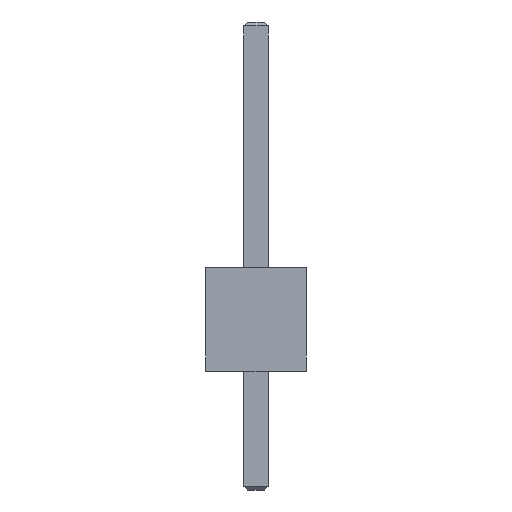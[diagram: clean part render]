
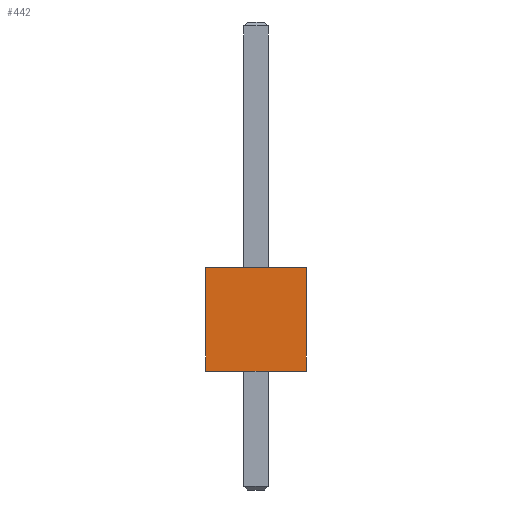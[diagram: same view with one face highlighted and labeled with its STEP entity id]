
A CAD part, front view. The second image highlights one B-rep face of the part: STEP entity #442.
In plain terms, the highlighted face is planar.
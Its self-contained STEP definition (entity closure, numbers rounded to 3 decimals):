
#442=ADVANCED_FACE('',(#647),#649,.T.);
#647=FACE_BOUND('',#648,.T.);
#648=EDGE_LOOP('',(#803,#804,#805,#806));
#649=PLANE('',#650);
#650=AXIS2_PLACEMENT_3D('',#651,#652,#653);
#651=CARTESIAN_POINT('',(0.,0.,0.));
#652=DIRECTION('',(0.,0.,1.));
#653=DIRECTION('',(1.,0.,0.));
#803=ORIENTED_EDGE('',*,*,#877,.T.);
#804=ORIENTED_EDGE('',*,*,#895,.T.);
#805=ORIENTED_EDGE('',*,*,#896,.F.);
#806=ORIENTED_EDGE('',*,*,#897,.F.);
#877=EDGE_CURVE('',#932,#930,#933,.T.);
#895=EDGE_CURVE('',#930,#960,#962,.T.);
#896=EDGE_CURVE('',#963,#960,#964,.T.);
#897=EDGE_CURVE('',#932,#963,#965,.T.);
#930=VERTEX_POINT('',#1016);
#932=VERTEX_POINT('',#1020);
#933=LINE('',#1021,#1022);
#960=VERTEX_POINT('',#1082);
#962=LINE('',#1086,#1087);
#963=VERTEX_POINT('',#1089);
#964=LINE('',#1090,#1091);
#965=LINE('',#1093,#1094);
#1016=CARTESIAN_POINT('',(2.54,0.,0.));
#1020=CARTESIAN_POINT('',(0.,0.,0.));
#1021=CARTESIAN_POINT('',(0.,0.,0.));
#1022=VECTOR('',#1023,1.);
#1023=DIRECTION('',(1.,0.,0.));
#1082=CARTESIAN_POINT('',(2.54,2.6,0.));
#1086=CARTESIAN_POINT('',(2.54,0.,0.));
#1087=VECTOR('',#1088,1.);
#1088=DIRECTION('',(0.,1.,0.));
#1089=CARTESIAN_POINT('',(0.,2.6,0.));
#1090=CARTESIAN_POINT('',(0.,2.6,0.));
#1091=VECTOR('',#1092,1.);
#1092=DIRECTION('',(1.,0.,0.));
#1093=CARTESIAN_POINT('',(0.,0.,0.));
#1094=VECTOR('',#1095,1.);
#1095=DIRECTION('',(0.,1.,0.));
